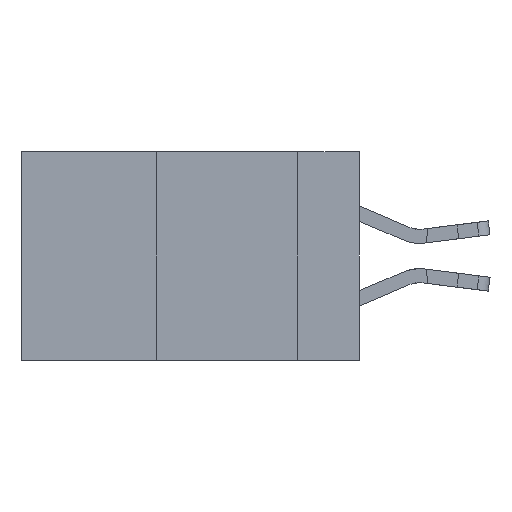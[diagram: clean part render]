
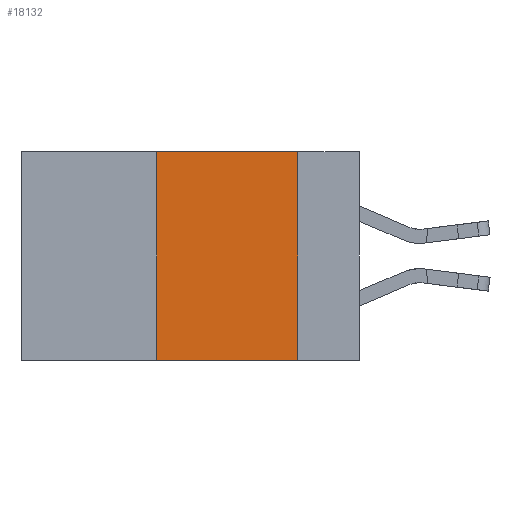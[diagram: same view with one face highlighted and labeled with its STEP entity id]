
A CAD part, left-side view. The second image highlights one B-rep face of the part: STEP entity #18132.
In plain terms, the highlighted planar face has unit normal (-1, 0, 0).
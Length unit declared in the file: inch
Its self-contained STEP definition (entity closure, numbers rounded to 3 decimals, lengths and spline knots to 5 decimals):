
#758 = EDGE_CURVE ( 'NONE', #32783, #20354, #11192, .T. ) ;
#1931 = CARTESIAN_POINT ( 'NONE',  ( 0., 0.6, -0.37 ) ) ;
#2465 = ORIENTED_EDGE ( 'NONE', *, *, #29591, .T. ) ;
#3996 = LINE ( 'NONE', #1931, #21782 ) ;
#4111 = VECTOR ( 'NONE', #29845, 39.37008 ) ;
#7349 = ORIENTED_EDGE ( 'NONE', *, *, #15918, .F. ) ;
#7551 = DIRECTION ( 'NONE',  ( 0., 0., 1. ) ) ;
#7946 = CARTESIAN_POINT ( 'NONE',  ( 0., 0.11, -0.37 ) ) ;
#11192 = LINE ( 'NONE', #26474, #30150 ) ;
#11341 = LINE ( 'NONE', #15483, #31106 ) ;
#12075 = CARTESIAN_POINT ( 'NONE',  ( 0., 0.36, 0. ) ) ;
#12447 = DIRECTION ( 'NONE',  ( 0., -1., 0. ) ) ;
#14444 = AXIS2_PLACEMENT_3D ( 'NONE', #25447, #15016, #28128 ) ;
#15016 = DIRECTION ( 'NONE',  ( 1., 0., 0. ) ) ;
#15482 = PLANE ( 'NONE',  #14444 ) ;
#15483 = CARTESIAN_POINT ( 'NONE',  ( 0., 0.36, 0. ) ) ;
#15918 = EDGE_CURVE ( 'NONE', #27721, #16386, #11341, .T. ) ;
#16386 = VERTEX_POINT ( 'NONE', #12075 ) ;
#18132 = ADVANCED_FACE ( 'NONE', ( #18139 ), #15482, .F. ) ;
#18139 = FACE_OUTER_BOUND ( 'NONE', #23752, .T. ) ;
#20354 = VERTEX_POINT ( 'NONE', #7946 ) ;
#21060 = DIRECTION ( 'NONE',  ( 0., 0., -1. ) ) ;
#21664 = CARTESIAN_POINT ( 'NONE',  ( 0., 0.6, 0. ) ) ;
#21782 = VECTOR ( 'NONE', #12447, 39.37008 ) ;
#23124 = CARTESIAN_POINT ( 'NONE',  ( 0., 0.11, 0. ) ) ;
#23752 = EDGE_LOOP ( 'NONE', ( #24591, #31959, #7349, #2465 ) ) ;
#24591 = ORIENTED_EDGE ( 'NONE', *, *, #758, .F. ) ;
#25447 = CARTESIAN_POINT ( 'NONE',  ( 0., 0.6, 0. ) ) ;
#26326 = LINE ( 'NONE', #21664, #4111 ) ;
#26474 = CARTESIAN_POINT ( 'NONE',  ( 0., 0.11, 0. ) ) ;
#27721 = VERTEX_POINT ( 'NONE', #29892 ) ;
#28066 = EDGE_CURVE ( 'NONE', #16386, #32783, #26326, .T. ) ;
#28128 = DIRECTION ( 'NONE',  ( 0., 0., -1. ) ) ;
#29591 = EDGE_CURVE ( 'NONE', #27721, #20354, #3996, .T. ) ;
#29845 = DIRECTION ( 'NONE',  ( 0., -1., 0. ) ) ;
#29892 = CARTESIAN_POINT ( 'NONE',  ( 0., 0.36, -0.37 ) ) ;
#30150 = VECTOR ( 'NONE', #21060, 39.37008 ) ;
#31106 = VECTOR ( 'NONE', #7551, 39.37008 ) ;
#31959 = ORIENTED_EDGE ( 'NONE', *, *, #28066, .F. ) ;
#32783 = VERTEX_POINT ( 'NONE', #23124 ) ;
